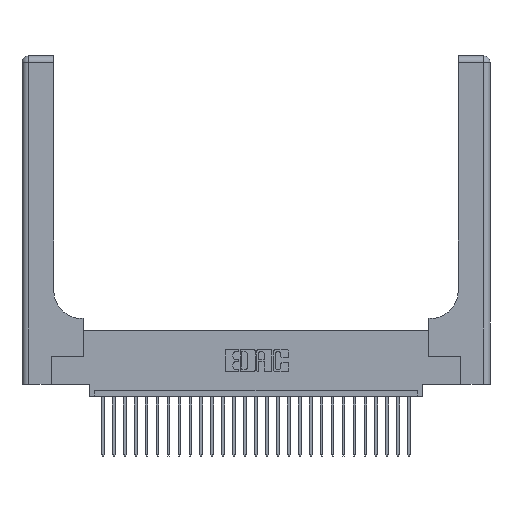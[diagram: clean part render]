
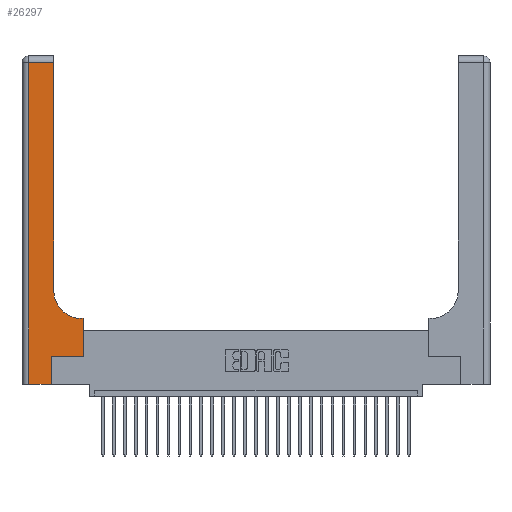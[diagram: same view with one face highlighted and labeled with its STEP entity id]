
A CAD part, top view. The second image highlights one B-rep face of the part: STEP entity #26297.
In plain terms, the highlighted planar face has unit normal (0, 0, 1).
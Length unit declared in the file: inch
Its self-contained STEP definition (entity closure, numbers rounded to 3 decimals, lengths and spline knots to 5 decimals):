
#111 = LINE ( 'NONE', #6070, #17220 ) ;
#415 = ORIENTED_EDGE ( 'NONE', *, *, #3076, .T. ) ;
#525 = VECTOR ( 'NONE', #20161, 39.37008 ) ;
#1005 = CARTESIAN_POINT ( 'NONE',  ( 0.5415, 0.85, 0.37 ) ) ;
#2340 = DIRECTION ( 'NONE',  ( -1., 0., 0. ) ) ;
#3023 = CARTESIAN_POINT ( 'NONE',  ( 0.06, 3., 0.37 ) ) ;
#3076 = EDGE_CURVE ( 'NONE', #17658, #19194, #26724, .T. ) ;
#3531 = CARTESIAN_POINT ( 'NONE',  ( 0.5585, 0.25, 0.37 ) ) ;
#3718 = ORIENTED_EDGE ( 'NONE', *, *, #12833, .T. ) ;
#3963 = LINE ( 'NONE', #24108, #27983 ) ;
#4522 = VERTEX_POINT ( 'NONE', #23170 ) ;
#4941 = ORIENTED_EDGE ( 'NONE', *, *, #12624, .T. ) ;
#5318 = DIRECTION ( 'NONE',  ( 0., 1., 0. ) ) ;
#5552 = VERTEX_POINT ( 'NONE', #22260 ) ;
#6070 = CARTESIAN_POINT ( 'NONE',  ( 0., 2.94, 0.37 ) ) ;
#6583 = EDGE_CURVE ( 'NONE', #7058, #15254, #14965, .T. ) ;
#7058 = VERTEX_POINT ( 'NONE', #21437 ) ;
#7099 = VECTOR ( 'NONE', #25786, 39.37008 ) ;
#7555 = LINE ( 'NONE', #20258, #525 ) ;
#7800 = DIRECTION ( 'NONE',  ( 0., 0., -1. ) ) ;
#7934 = CIRCLE ( 'NONE', #8809, 0.25 ) ;
#8097 = CARTESIAN_POINT ( 'NONE',  ( 0.2915, 0.85, 0.37 ) ) ;
#8317 = CARTESIAN_POINT ( 'NONE',  ( 0.2915, 2.94, 0.37 ) ) ;
#8389 = ORIENTED_EDGE ( 'NONE', *, *, #9939, .T. ) ;
#8809 = AXIS2_PLACEMENT_3D ( 'NONE', #1005, #7800, #27870 ) ;
#8992 = CARTESIAN_POINT ( 'NONE',  ( 0.2915, 0.6, 0.37 ) ) ;
#9086 = LINE ( 'NONE', #8992, #9445 ) ;
#9445 = VECTOR ( 'NONE', #2340, 39.37008 ) ;
#9939 = EDGE_CURVE ( 'NONE', #4522, #10748, #14114, .T. ) ;
#10149 = EDGE_CURVE ( 'NONE', #5552, #12876, #19684, .T. ) ;
#10157 = EDGE_CURVE ( 'NONE', #19194, #4522, #111, .T. ) ;
#10748 = VERTEX_POINT ( 'NONE', #19320 ) ;
#10753 = DIRECTION ( 'NONE',  ( 1., 0., 0. ) ) ;
#10984 = ORIENTED_EDGE ( 'NONE', *, *, #25020, .T. ) ;
#11486 = EDGE_CURVE ( 'NONE', #12876, #12479, #9086, .T. ) ;
#12479 = VERTEX_POINT ( 'NONE', #21323 ) ;
#12624 = EDGE_CURVE ( 'NONE', #15254, #5552, #3963, .T. ) ;
#12833 = EDGE_CURVE ( 'NONE', #12479, #17658, #7934, .T. ) ;
#12876 = VERTEX_POINT ( 'NONE', #20262 ) ;
#12984 = PLANE ( 'NONE',  #23244 ) ;
#13234 = ORIENTED_EDGE ( 'NONE', *, *, #6583, .T. ) ;
#14091 = FACE_OUTER_BOUND ( 'NONE', #21512, .T. ) ;
#14114 = LINE ( 'NONE', #3023, #23178 ) ;
#14965 = LINE ( 'NONE', #28066, #26528 ) ;
#15254 = VERTEX_POINT ( 'NONE', #23195 ) ;
#17220 = VECTOR ( 'NONE', #19457, 39.37008 ) ;
#17566 = ORIENTED_EDGE ( 'NONE', *, *, #10149, .T. ) ;
#17630 = ORIENTED_EDGE ( 'NONE', *, *, #11486, .T. ) ;
#17645 = VECTOR ( 'NONE', #5318, 39.37008 ) ;
#17658 = VERTEX_POINT ( 'NONE', #8097 ) ;
#19194 = VERTEX_POINT ( 'NONE', #8317 ) ;
#19320 = CARTESIAN_POINT ( 'NONE',  ( 0.06, 0., 0.37 ) ) ;
#19457 = DIRECTION ( 'NONE',  ( -1., 0., 0. ) ) ;
#19684 = LINE ( 'NONE', #3531, #7099 ) ;
#19721 = DIRECTION ( 'NONE',  ( 0., 0., -1. ) ) ;
#20161 = DIRECTION ( 'NONE',  ( 1., 0., 0. ) ) ;
#20258 = CARTESIAN_POINT ( 'NONE',  ( 0., 0., 0.37 ) ) ;
#20262 = CARTESIAN_POINT ( 'NONE',  ( 0.5585, 0.6, 0.37 ) ) ;
#21323 = CARTESIAN_POINT ( 'NONE',  ( 0.5415, 0.6, 0.37 ) ) ;
#21437 = CARTESIAN_POINT ( 'NONE',  ( 0.269, 0., 0.37 ) ) ;
#21512 = EDGE_LOOP ( 'NONE', ( #415, #21619, #8389, #10984, #13234, #4941, #17566, #17630, #3718 ) ) ;
#21619 = ORIENTED_EDGE ( 'NONE', *, *, #10157, .T. ) ;
#21981 = DIRECTION ( 'NONE',  ( -1., 0., 0. ) ) ;
#22260 = CARTESIAN_POINT ( 'NONE',  ( 0.5585, 0.25, 0.37 ) ) ;
#23104 = CARTESIAN_POINT ( 'NONE',  ( 0.2915, 3., 0.37 ) ) ;
#23170 = CARTESIAN_POINT ( 'NONE',  ( 0.06, 2.94, 0.37 ) ) ;
#23178 = VECTOR ( 'NONE', #27233, 39.37008 ) ;
#23195 = CARTESIAN_POINT ( 'NONE',  ( 0.269, 0.25, 0.37 ) ) ;
#23244 = AXIS2_PLACEMENT_3D ( 'NONE', #28580, #19721, #21981 ) ;
#24108 = CARTESIAN_POINT ( 'NONE',  ( 0.269, 0.25, 0.37 ) ) ;
#25020 = EDGE_CURVE ( 'NONE', #10748, #7058, #7555, .T. ) ;
#25424 = DIRECTION ( 'NONE',  ( 0., 1., 0. ) ) ;
#25786 = DIRECTION ( 'NONE',  ( 0., 1., 0. ) ) ;
#26297 = ADVANCED_FACE ( 'NONE', ( #14091 ), #12984, .F. ) ;
#26528 = VECTOR ( 'NONE', #25424, 39.37008 ) ;
#26724 = LINE ( 'NONE', #23104, #17645 ) ;
#27233 = DIRECTION ( 'NONE',  ( 0., -1., 0. ) ) ;
#27870 = DIRECTION ( 'NONE',  ( 1., 0., 0. ) ) ;
#27983 = VECTOR ( 'NONE', #10753, 39.37008 ) ;
#28066 = CARTESIAN_POINT ( 'NONE',  ( 0.269, 0., 0.37 ) ) ;
#28580 = CARTESIAN_POINT ( 'NONE',  ( 0., 3., 0.37 ) ) ;
